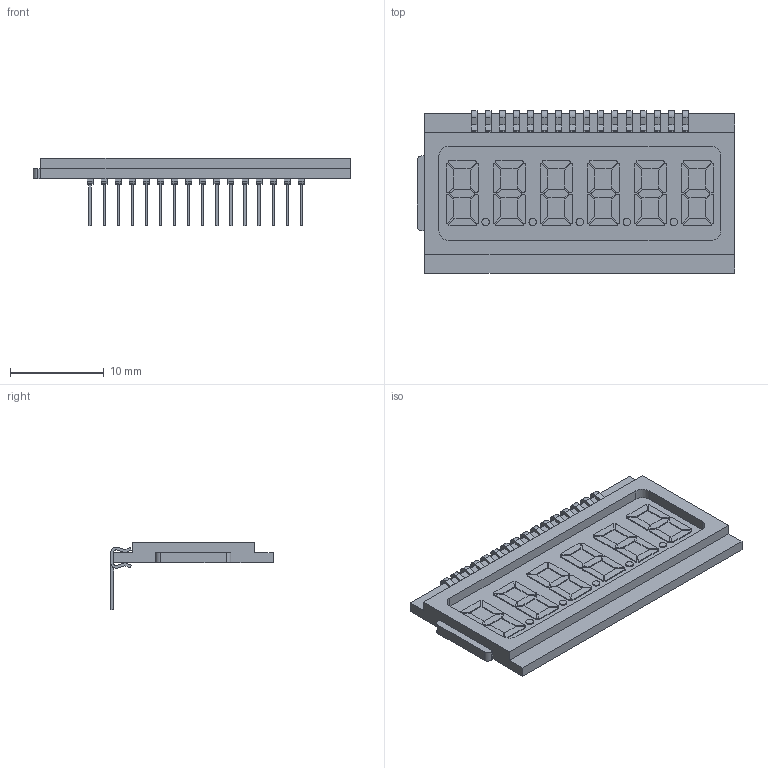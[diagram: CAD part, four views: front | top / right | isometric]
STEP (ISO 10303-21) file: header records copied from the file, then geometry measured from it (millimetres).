
FILE_DESCRIPTION (( 'STEP AP214' ), '1' );
FILE_NAME ('hxt10811rpb (variant 2) without glass.STEP', '2022-12-13T15:45:10', ( 'Zhukovsky' ), ( '' ), 'SwSTEP 2.0', 'SolidWorks 2017', '' );
FILE_SCHEMA (( 'AUTOMOTIVE_DESIGN' ));
Length unit declared in the file: millimetre
Products named in the file (1): hxt10811rpb (variant 2) without glass
Bounding box: 33.8 x 17.29 x 7.2 mm (x, y, z)
Volume: 798.3 mm3; surface area: 1721.4 mm2
Topology: 18 solids, 18 shells, 750 faces, 1998 edges, 1332 vertices
Faces by surface type: plane 536, cylinder 214
Entity records: 31453 total; most frequent: CARTESIAN_POINT 4081, ORIENTED_EDGE 3996, DIRECTION 3958, EDGE_CURVE 1998, VECTOR 1540, LINE 1540, VERTEX_POINT 1332, AXIS2_PLACEMENT_3D 1209
